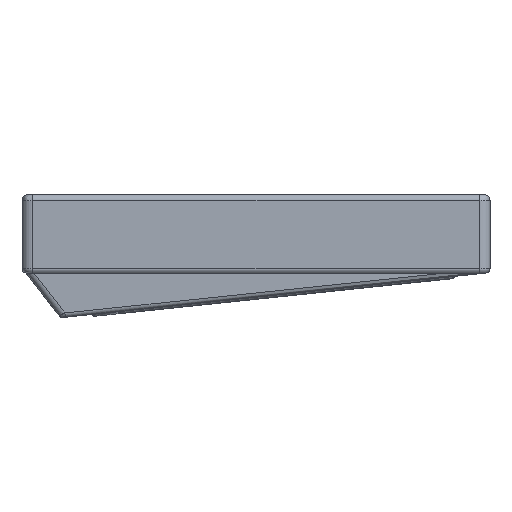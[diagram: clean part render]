
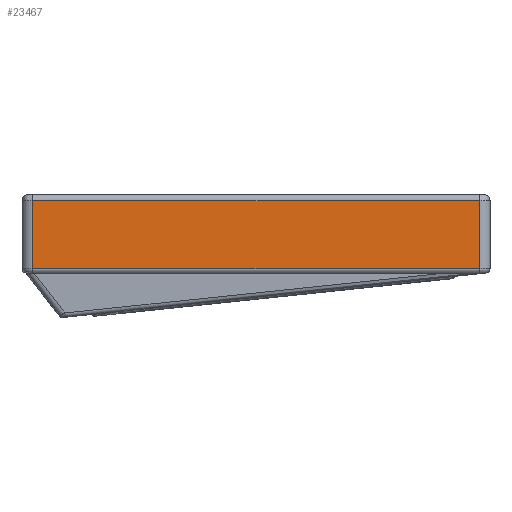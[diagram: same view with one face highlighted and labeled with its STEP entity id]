
A CAD part, left-side view. The second image highlights one B-rep face of the part: STEP entity #23467.
In plain terms, the highlighted planar face has unit normal (-1, 0, 0).
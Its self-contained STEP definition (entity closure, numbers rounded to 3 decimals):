
#3162=FACE_OUTER_BOUND('',#4595,.T.);
#4595=EDGE_LOOP('',(#21016,#21017,#21018,#21019));
#6794=LINE('',#39873,#9026);
#6795=LINE('',#39875,#9027);
#6796=LINE('',#39877,#9028);
#6797=LINE('',#39878,#9029);
#9026=VECTOR('',#32097,10.);
#9027=VECTOR('',#32098,10.);
#9028=VECTOR('',#32099,10.);
#9029=VECTOR('',#32100,10.);
#11292=VERTEX_POINT('',#39871);
#11293=VERTEX_POINT('',#39872);
#11294=VERTEX_POINT('',#39874);
#11295=VERTEX_POINT('',#39876);
#14583=EDGE_CURVE('',#11292,#11293,#6794,.T.);
#14584=EDGE_CURVE('',#11294,#11292,#6795,.T.);
#14585=EDGE_CURVE('',#11295,#11294,#6796,.T.);
#14586=EDGE_CURVE('',#11293,#11295,#6797,.T.);
#21016=ORIENTED_EDGE('',*,*,#14583,.F.);
#21017=ORIENTED_EDGE('',*,*,#14584,.F.);
#21018=ORIENTED_EDGE('',*,*,#14585,.F.);
#21019=ORIENTED_EDGE('',*,*,#14586,.F.);
#22382=PLANE('',#25684);
#23467=ADVANCED_FACE('',(#3162),#22382,.F.);
#25684=AXIS2_PLACEMENT_3D('',#39870,#32095,#32096);
#32095=DIRECTION('center_axis',(1.,0.,0.));
#32096=DIRECTION('ref_axis',(0.,-1.,0.));
#32097=DIRECTION('',(0.,1.,0.));
#32098=DIRECTION('',(0.,0.,-1.));
#32099=DIRECTION('',(0.,-1.,0.));
#32100=DIRECTION('',(0.,0.,1.));
#39870=CARTESIAN_POINT('Origin',(-5.189,104.829,7.727));
#39871=CARTESIAN_POINT('',(-5.189,-5.171,-10.273));
#39872=CARTESIAN_POINT('',(-5.189,100.629,-10.273));
#39873=CARTESIAN_POINT('',(-5.189,71.863,-10.273));
#39874=CARTESIAN_POINT('',(-5.189,-5.171,5.827));
#39875=CARTESIAN_POINT('',(-5.189,-5.171,7.727));
#39876=CARTESIAN_POINT('',(-5.189,100.629,5.827));
#39877=CARTESIAN_POINT('',(-5.189,76.279,5.827));
#39878=CARTESIAN_POINT('',(-5.189,100.629,7.727));
